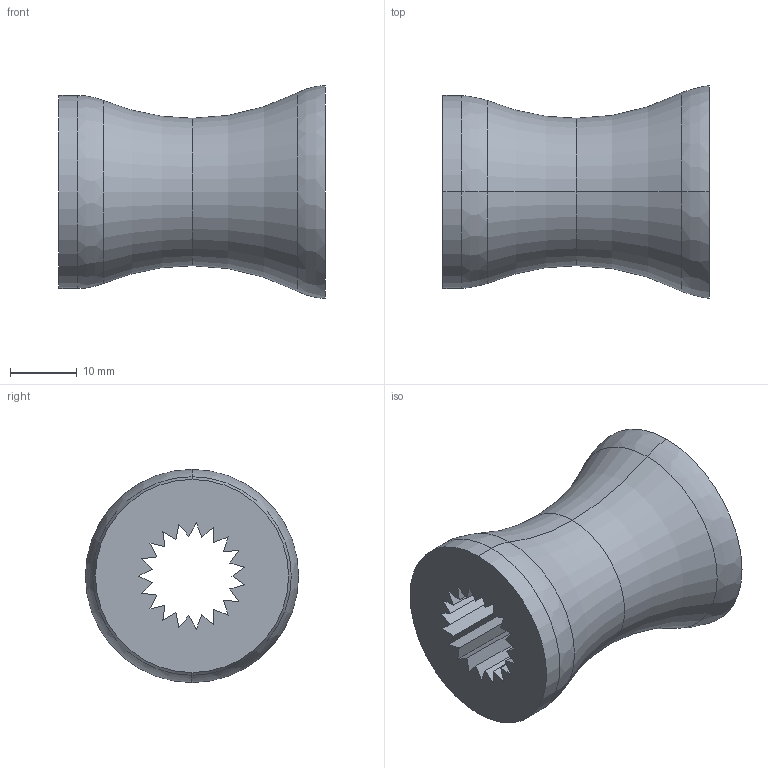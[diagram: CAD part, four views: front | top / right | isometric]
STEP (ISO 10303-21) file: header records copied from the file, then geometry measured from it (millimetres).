
FILE_DESCRIPTION (( 'STEP AP214' ), '1' );
FILE_NAME ('TPU launcher wheel 1%.STEP', '2025-04-15T20:55:06', ( '' ), ( '' ), 'SwSTEP 2.0', 'SolidWorks 2024', '' );
FILE_SCHEMA (( 'AUTOMOTIVE_DESIGN' ));
Length unit declared in the file: millimetre
Products named in the file (1): TPU launcher wheel 1%
Bounding box: 40 x 32 x 32 mm (x, y, z)
Volume: 15127.4 mm3; surface area: 8009 mm2
Topology: 1 solids, 1 shells, 50 faces, 136 edges, 88 vertices
Faces by surface type: plane 40, torus 8, cylinder 2
Entity records: 1583 total; most frequent: CARTESIAN_POINT 275, ORIENTED_EDGE 272, DIRECTION 258, EDGE_CURVE 136, LINE 116, VECTOR 116, VERTEX_POINT 88, AXIS2_PLACEMENT_3D 71
